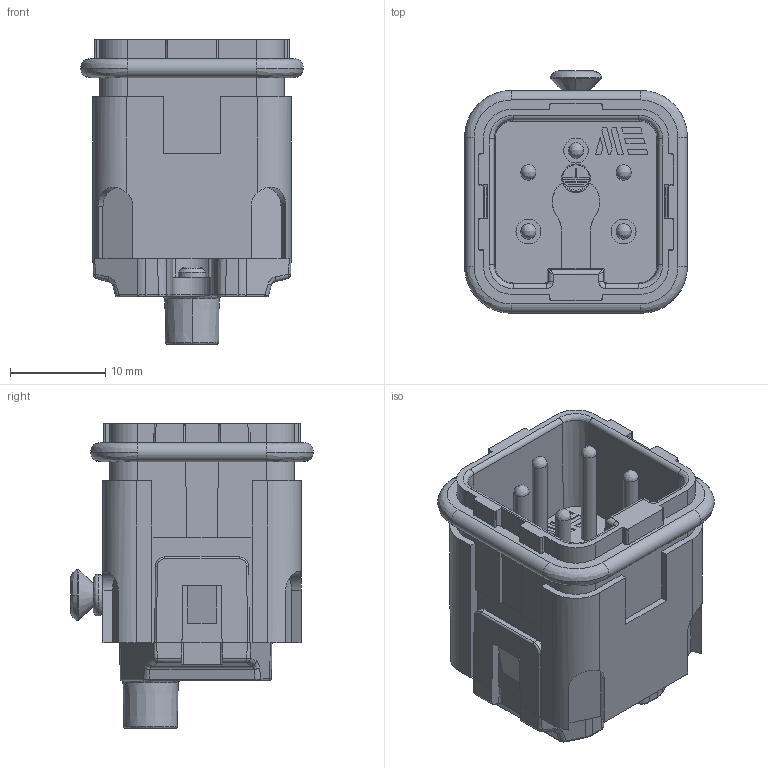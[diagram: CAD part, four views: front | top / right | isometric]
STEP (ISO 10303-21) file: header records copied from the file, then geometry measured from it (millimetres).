
FILE_DESCRIPTION (( 'STEP AP203' ), '1' );
FILE_NAME ('29011.step', '2025-02-12T17:31:26', ( '' ), ( '' ), 'SwSTEP 2.0', 'SolidWorks 2024', '' );
FILE_SCHEMA (( 'CONFIG_CONTROL_DESIGN' ));
Length unit declared in the file: inch
Products named in the file (1): 29011
Bounding box: 23.4 x 25.5 x 32 mm (x, y, z)
Volume: 6916.3 mm3; surface area: 5282.6 mm2
Topology: 1 solids, 1 shells, 641 faces, 1655 edges, 1045 vertices
Faces by surface type: plane 283, cylinder 186, bspline 121, cone 47, torus 4
Entity records: 22468 total; most frequent: CARTESIAN_POINT 7649, ORIENTED_EDGE 3286, DIRECTION 2822, EDGE_CURVE 1643, VERTEX_POINT 1045, AXIS2_PLACEMENT_3D 977, LINE 868, VECTOR 868
